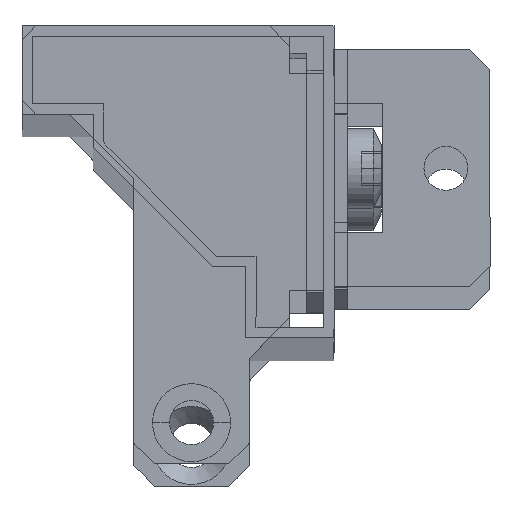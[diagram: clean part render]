
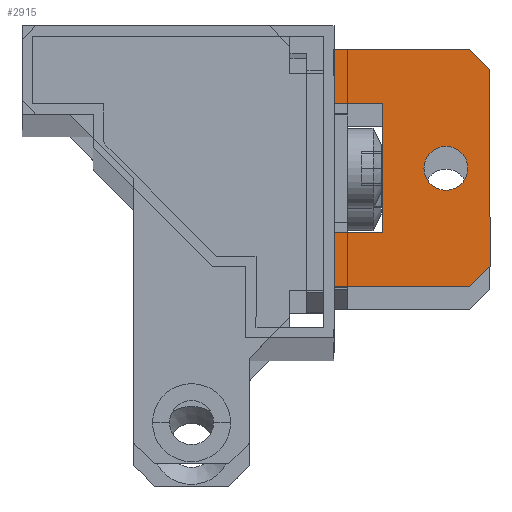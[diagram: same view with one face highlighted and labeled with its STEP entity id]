
A CAD part, top view. The second image highlights one B-rep face of the part: STEP entity #2915.
In plain terms, the highlighted planar face has unit normal (0, 0, 1).
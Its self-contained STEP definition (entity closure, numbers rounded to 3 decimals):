
#284 = CARTESIAN_POINT ( 'NONE',  ( 53.1, 15.5, 964.5 ) ) ;
#506 = ORIENTED_EDGE ( 'NONE', *, *, #40283, .T. ) ;
#708 = ORIENTED_EDGE ( 'NONE', *, *, #19268, .T. ) ;
#1018 = VERTEX_POINT ( 'NONE', #27122 ) ;
#1170 = VECTOR ( 'NONE', #4800, 1000. ) ;
#1584 = CARTESIAN_POINT ( 'NONE',  ( 69., 10.5, 964.5 ) ) ;
#1747 = EDGE_CURVE ( 'NONE', #1018, #12709, #31264, .T. ) ;
#1888 = ORIENTED_EDGE ( 'NONE', *, *, #14519, .F. ) ;
#2486 = CARTESIAN_POINT ( 'NONE',  ( 66.394, 7.894, 964.5 ) ) ;
#2493 = EDGE_LOOP ( 'NONE', ( #16538, #3938, #3279, #506, #29193, #6758, #7885, #7811, #1888, #708, #16969, #9606, #23549, #3533 ) ) ;
#2737 = EDGE_CURVE ( 'NONE', #6372, #26473, #30476, .T. ) ;
#2872 = CARTESIAN_POINT ( 'NONE',  ( 50., 15.5, 964.5 ) ) ;
#2915 = ADVANCED_FACE ( 'NONE', ( #38664, #29005 ), #23482, .T. ) ;
#3206 = CARTESIAN_POINT ( 'NONE',  ( 66., 42.5, 964.5 ) ) ;
#3279 = ORIENTED_EDGE ( 'NONE', *, *, #4821, .T. ) ;
#3338 = DIRECTION ( 'NONE',  ( -1., 0., 0. ) ) ;
#3533 = ORIENTED_EDGE ( 'NONE', *, *, #2737, .T. ) ;
#3756 = VECTOR ( 'NONE', #15016, 1000. ) ;
#3769 = CARTESIAN_POINT ( 'NONE',  ( 62.5, 25., 964.5 ) ) ;
#3938 = ORIENTED_EDGE ( 'NONE', *, *, #28220, .T. ) ;
#4715 = CARTESIAN_POINT ( 'NONE',  ( 69., 42.5, 964.5 ) ) ;
#4800 = DIRECTION ( 'NONE',  ( 0., 1., 0. ) ) ;
#4821 = EDGE_CURVE ( 'NONE', #10051, #13128, #10843, .T. ) ;
#6135 = VERTEX_POINT ( 'NONE', #12755 ) ;
#6372 = VERTEX_POINT ( 'NONE', #39937 ) ;
#6700 = CARTESIAN_POINT ( 'NONE',  ( 45.288, 34.5, 964.5 ) ) ;
#6758 = ORIENTED_EDGE ( 'NONE', *, *, #13542, .F. ) ;
#6927 = DIRECTION ( 'NONE',  ( -0.707, 0.707, 0. ) ) ;
#7119 = DIRECTION ( 'NONE',  ( -1., 0., 0. ) ) ;
#7232 = VECTOR ( 'NONE', #28901, 1000. ) ;
#7334 = LINE ( 'NONE', #29437, #27911 ) ;
#7726 = VERTEX_POINT ( 'NONE', #26707 ) ;
#7780 = DIRECTION ( 'NONE',  ( -1., 0., 0. ) ) ;
#7811 = ORIENTED_EDGE ( 'NONE', *, *, #9461, .F. ) ;
#7885 = ORIENTED_EDGE ( 'NONE', *, *, #1747, .F. ) ;
#8972 = DIRECTION ( 'NONE',  ( -1., 0., 0. ) ) ;
#9256 = VERTEX_POINT ( 'NONE', #33692 ) ;
#9445 = CARTESIAN_POINT ( 'NONE',  ( 49.288, 7.5, 964.5 ) ) ;
#9461 = EDGE_CURVE ( 'NONE', #14797, #1018, #32413, .T. ) ;
#9471 = CARTESIAN_POINT ( 'NONE',  ( 50., 15.5, 964.5 ) ) ;
#9606 = ORIENTED_EDGE ( 'NONE', *, *, #24579, .F. ) ;
#9638 = EDGE_CURVE ( 'NONE', #26179, #6372, #36338, .T. ) ;
#10051 = VERTEX_POINT ( 'NONE', #3206 ) ;
#10144 = CARTESIAN_POINT ( 'NONE',  ( 46., 7.5, 964.5 ) ) ;
#10187 = VERTEX_POINT ( 'NONE', #15838 ) ;
#10242 = LINE ( 'NONE', #19646, #39191 ) ;
#10268 = CARTESIAN_POINT ( 'NONE',  ( 65.75, 25., 964.5 ) ) ;
#10392 = CARTESIAN_POINT ( 'NONE',  ( 49.288, 25., 964.5 ) ) ;
#10843 = LINE ( 'NONE', #4715, #16757 ) ;
#10850 = CARTESIAN_POINT ( 'NONE',  ( 46., 25., 964.5 ) ) ;
#11219 = EDGE_CURVE ( 'NONE', #6135, #40349, #14725, .T. ) ;
#12440 = DIRECTION ( 'NONE',  ( -1., 0., 0. ) ) ;
#12709 = VERTEX_POINT ( 'NONE', #15121 ) ;
#12755 = CARTESIAN_POINT ( 'NONE',  ( 59.25, 25., 964.5 ) ) ;
#12834 = AXIS2_PLACEMENT_3D ( 'NONE', #3769, #35842, #7780 ) ;
#13128 = VERTEX_POINT ( 'NONE', #26931 ) ;
#13398 = AXIS2_PLACEMENT_3D ( 'NONE', #35204, #31337, #22317 ) ;
#13542 = EDGE_CURVE ( 'NONE', #12709, #23604, #18377, .T. ) ;
#14064 = VECTOR ( 'NONE', #19643, 1000. ) ;
#14519 = EDGE_CURVE ( 'NONE', #32822, #14797, #29116, .T. ) ;
#14725 = CIRCLE ( 'NONE', #13398, 3.25 ) ;
#14797 = VERTEX_POINT ( 'NONE', #31344 ) ;
#14931 = DIRECTION ( 'NONE',  ( 0.707, 0.707, 0. ) ) ;
#15016 = DIRECTION ( 'NONE',  ( 1., 0., 0. ) ) ;
#15121 = CARTESIAN_POINT ( 'NONE',  ( 50., 34.5, 964.5 ) ) ;
#15838 = CARTESIAN_POINT ( 'NONE',  ( 46., 15.5, 964.5 ) ) ;
#15946 = EDGE_CURVE ( 'NONE', #26473, #7726, #10242, .T. ) ;
#16215 = DIRECTION ( 'NONE',  ( 1., 0., 0. ) ) ;
#16538 = ORIENTED_EDGE ( 'NONE', *, *, #15946, .T. ) ;
#16757 = VECTOR ( 'NONE', #23735, 1000. ) ;
#16931 = LINE ( 'NONE', #35166, #33011 ) ;
#16969 = ORIENTED_EDGE ( 'NONE', *, *, #27809, .T. ) ;
#18289 = ORIENTED_EDGE ( 'NONE', *, *, #11219, .F. ) ;
#18377 = LINE ( 'NONE', #27995, #27407 ) ;
#18391 = DIRECTION ( 'NONE',  ( -1., 0., 0. ) ) ;
#19268 = EDGE_CURVE ( 'NONE', #32822, #10187, #33957, .T. ) ;
#19643 = DIRECTION ( 'NONE',  ( 0., -1., 0. ) ) ;
#19646 = CARTESIAN_POINT ( 'NONE',  ( 69., 7.5, 964.5 ) ) ;
#19861 = VECTOR ( 'NONE', #14931, 1000. ) ;
#19869 = LINE ( 'NONE', #29298, #7232 ) ;
#20509 = AXIS2_PLACEMENT_3D ( 'NONE', #10392, #32273, #7119 ) ;
#22317 = DIRECTION ( 'NONE',  ( -1., 0., 0. ) ) ;
#22331 = LINE ( 'NONE', #9445, #25704 ) ;
#22643 = CIRCLE ( 'NONE', #12834, 3.25 ) ;
#22936 = LINE ( 'NONE', #10850, #14064 ) ;
#23482 = PLANE ( 'NONE',  #20509 ) ;
#23547 = DIRECTION ( 'NONE',  ( 0., 1., 0. ) ) ;
#23549 = ORIENTED_EDGE ( 'NONE', *, *, #9638, .T. ) ;
#23604 = VERTEX_POINT ( 'NONE', #35899 ) ;
#23735 = DIRECTION ( 'NONE',  ( -1., 0., 0. ) ) ;
#24267 = VECTOR ( 'NONE', #18391, 1000. ) ;
#24579 = EDGE_CURVE ( 'NONE', #26179, #28630, #22331, .T. ) ;
#25704 = VECTOR ( 'NONE', #3338, 1000. ) ;
#26179 = VERTEX_POINT ( 'NONE', #35331 ) ;
#26360 = DIRECTION ( 'NONE',  ( 0., -1., 0. ) ) ;
#26473 = VERTEX_POINT ( 'NONE', #1584 ) ;
#26707 = CARTESIAN_POINT ( 'NONE',  ( 69., 39.5, 964.5 ) ) ;
#26931 = CARTESIAN_POINT ( 'NONE',  ( 50., 42.5, 964.5 ) ) ;
#27122 = CARTESIAN_POINT ( 'NONE',  ( 53.1, 34.5, 964.5 ) ) ;
#27407 = VECTOR ( 'NONE', #12440, 1000. ) ;
#27809 = EDGE_CURVE ( 'NONE', #10187, #28630, #22936, .T. ) ;
#27911 = VECTOR ( 'NONE', #26360, 1000. ) ;
#27995 = CARTESIAN_POINT ( 'NONE',  ( 49.288, 34.5, 964.5 ) ) ;
#28220 = EDGE_CURVE ( 'NONE', #7726, #10051, #16931, .T. ) ;
#28630 = VERTEX_POINT ( 'NONE', #10144 ) ;
#28901 = DIRECTION ( 'NONE',  ( -1., 0., 0. ) ) ;
#29005 = FACE_OUTER_BOUND ( 'NONE', #2493, .T. ) ;
#29072 = EDGE_CURVE ( 'NONE', #40349, #6135, #22643, .T. ) ;
#29116 = LINE ( 'NONE', #284, #35867 ) ;
#29193 = ORIENTED_EDGE ( 'NONE', *, *, #29517, .T. ) ;
#29298 = CARTESIAN_POINT ( 'NONE',  ( 50., 42.5, 964.5 ) ) ;
#29437 = CARTESIAN_POINT ( 'NONE',  ( 46., 25., 964.5 ) ) ;
#29517 = EDGE_CURVE ( 'NONE', #9256, #23604, #7334, .T. ) ;
#30476 = LINE ( 'NONE', #2486, #19861 ) ;
#31264 = LINE ( 'NONE', #6700, #36806 ) ;
#31337 = DIRECTION ( 'NONE',  ( 0., 0., 1. ) ) ;
#31344 = CARTESIAN_POINT ( 'NONE',  ( 53.1, 15.5, 964.5 ) ) ;
#32273 = DIRECTION ( 'NONE',  ( 0., 0., 1. ) ) ;
#32413 = LINE ( 'NONE', #32821, #1170 ) ;
#32821 = CARTESIAN_POINT ( 'NONE',  ( 53.1, 34.5, 964.5 ) ) ;
#32822 = VERTEX_POINT ( 'NONE', #9471 ) ;
#33011 = VECTOR ( 'NONE', #6927, 1000. ) ;
#33692 = CARTESIAN_POINT ( 'NONE',  ( 46., 42.5, 964.5 ) ) ;
#33957 = LINE ( 'NONE', #2872, #24267 ) ;
#34339 = ORIENTED_EDGE ( 'NONE', *, *, #29072, .F. ) ;
#35166 = CARTESIAN_POINT ( 'NONE',  ( 66.394, 42.106, 964.5 ) ) ;
#35204 = CARTESIAN_POINT ( 'NONE',  ( 62.5, 25., 964.5 ) ) ;
#35331 = CARTESIAN_POINT ( 'NONE',  ( 50., 7.5, 964.5 ) ) ;
#35842 = DIRECTION ( 'NONE',  ( 0., 0., 1. ) ) ;
#35867 = VECTOR ( 'NONE', #16215, 1000. ) ;
#35899 = CARTESIAN_POINT ( 'NONE',  ( 46., 34.5, 964.5 ) ) ;
#36338 = LINE ( 'NONE', #39815, #3756 ) ;
#36503 = EDGE_LOOP ( 'NONE', ( #18289, #34339 ) ) ;
#36806 = VECTOR ( 'NONE', #8972, 1000. ) ;
#38664 = FACE_BOUND ( 'NONE', #36503, .T. ) ;
#39191 = VECTOR ( 'NONE', #23547, 1000. ) ;
#39815 = CARTESIAN_POINT ( 'NONE',  ( 28.288, 7.5, 964.5 ) ) ;
#39937 = CARTESIAN_POINT ( 'NONE',  ( 66., 7.5, 964.5 ) ) ;
#40283 = EDGE_CURVE ( 'NONE', #13128, #9256, #19869, .T. ) ;
#40349 = VERTEX_POINT ( 'NONE', #10268 ) ;
